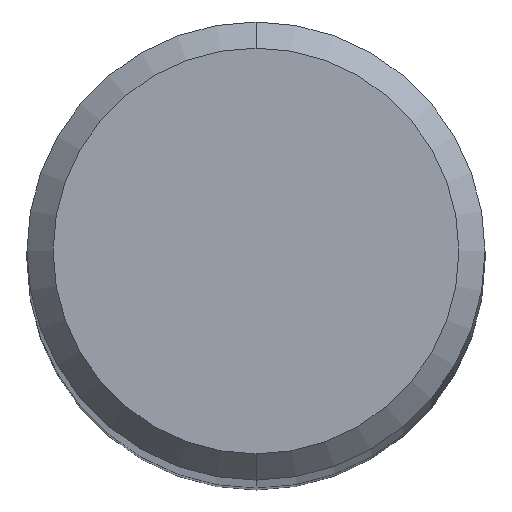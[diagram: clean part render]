
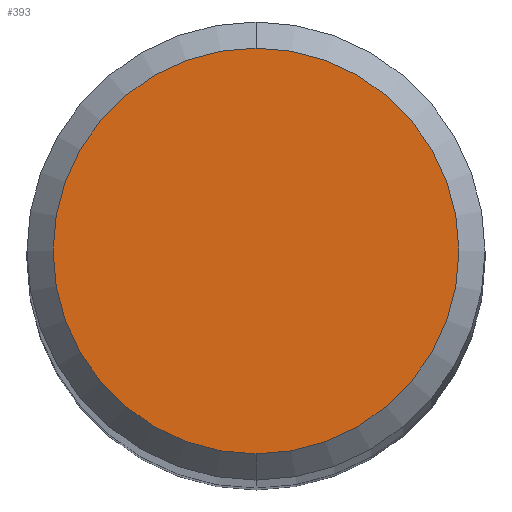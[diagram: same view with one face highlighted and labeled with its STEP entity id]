
A CAD part, top view. The second image highlights one B-rep face of the part: STEP entity #393.
In plain terms, the highlighted planar face has unit normal (0, 0, 1).
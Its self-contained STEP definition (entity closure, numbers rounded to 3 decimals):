
#179=VERTEX_POINT('',#457);
#181=EDGE_CURVE('',#179,#289,#459,.T.);
#289=VERTEX_POINT('',#580);
#393=ADVANCED_FACE('',(#691),#692,.T.);
#397=EDGE_CURVE('',#289,#179,#696,.T.);
#457=CARTESIAN_POINT('',(0.,-3.1,0.0));
#459=CIRCLE('',#756,3.1);
#580=CARTESIAN_POINT('',(0.0,3.1,0.0));
#691=FACE_OUTER_BOUND('',#1251,.T.);
#692=PLANE('',#1252);
#696=CIRCLE('',#1257,3.1);
#756=AXIS2_PLACEMENT_3D('',#1338,#1339,#1340);
#1251=EDGE_LOOP('',(#1592,#1593));
#1252=AXIS2_PLACEMENT_3D('',#1594,#1595,#1596);
#1257=AXIS2_PLACEMENT_3D('',#1597,#1598,#1599);
#1338=CARTESIAN_POINT('',(0.0,0.0,0.0));
#1339=DIRECTION('',(0.0,0.0,-1.0));
#1340=DIRECTION('',(0.0,1.0,0.0));
#1592=ORIENTED_EDGE('',*,*,#397,.F.);
#1593=ORIENTED_EDGE('',*,*,#181,.F.);
#1594=CARTESIAN_POINT('',(0.0,1.55,0.0));
#1595=DIRECTION('',(-0.0,0.0,1.0));
#1596=DIRECTION('',(0.0,-1.0,0.0));
#1597=CARTESIAN_POINT('',(0.0,0.0,0.0));
#1598=DIRECTION('',(0.0,0.0,-1.0));
#1599=DIRECTION('',(0.0,1.0,0.0));
